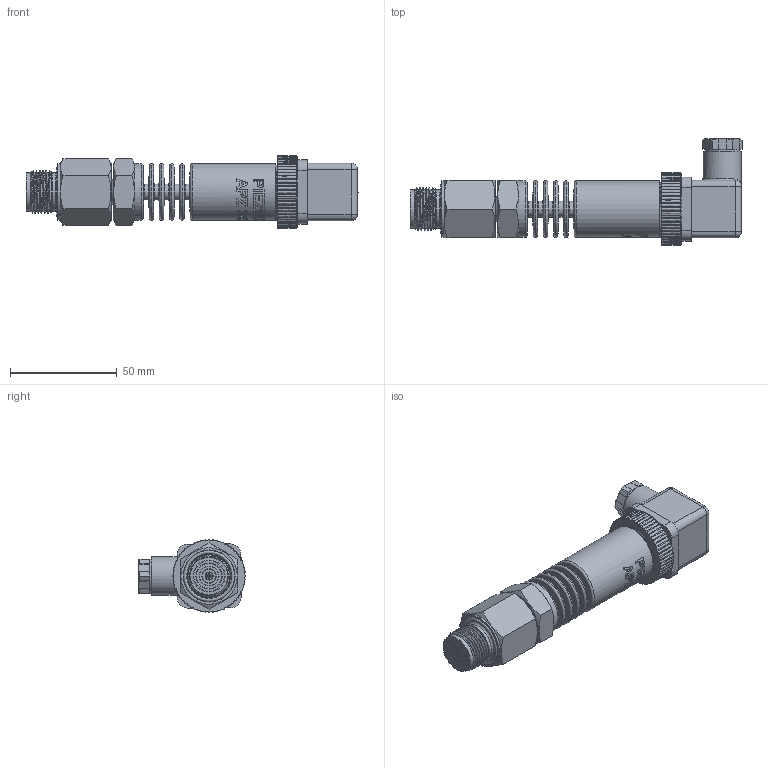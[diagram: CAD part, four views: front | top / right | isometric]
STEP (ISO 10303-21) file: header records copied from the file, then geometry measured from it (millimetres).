
FILE_DESCRIPTION(/* description */ (''),/* implementation_level */ '2;1');
FILE_NAME(/* name */ 'APZ3420m_M20x1,5DIN-flush_radiator_DIN43650A.step',/* time_stamp */ '2022-08-01T10:53:41+03:00',/* author */ (''),/* organization */ (''),/* preprocessor_version */ 'ST-DEVELOPER v19',/* originating_system */ 'Autodesk Translation Framework v11.7.0.108',/* authorisation */ '');
FILE_SCHEMA (('AUTOMOTIVE_DESIGN { 1 0 10303 214 3 1 1 }'));
Length unit declared in the file: millimetre
Products named in the file (6): АПЗ 3420м заполненная; copper gasket; nut M27x1.5; DIN 43650A female part 28 mm high v6; DIN 43650A male Hirshmann round base v3; M20x1,5DIN diaphragm 18 v8
Assembly tree (5 placements, depth 2):
  АПЗ 3420м заполненная
    copper gasket
    nut M27x1.5
    DIN 43650A female part 28 mm high v6
    DIN 43650A male Hirshmann round base v3
    M20x1,5DIN diaphragm 18 v8
Bounding box: 155.75 x 50.02 x 34 mm (x, y, z)
Volume: 86808.7 mm3; surface area: 32942.1 mm2
Topology: 6 solids, 7 shells, 1484 faces, 4134 edges, 2766 vertices
Faces by surface type: bspline 585, plane 575, cylinder 237, torus 47, cone 34, sphere 6
Full cylindrical faces by diameter (mm): 1.6 x4, 1.65 x4, 2 x2, 2.2 x1, 2.537 x16, 2.579 x1, 3.2 x1, 3.3 x1, 4 x1, 5 x3, 5.1 x1, 6 x1, 7.5 x5, 7.8 x1, 8 x1, 9.5 x2, 10 x1, 11 x1, 11.445 x5, 13.157 x9, 16 x1, 18 x3, 18.137 x5, 19.85 x4, 21 x2, 21.4 x2, 22 x1, 22.5 x1, 24 x1, 24.4 x1
Entity records: 99201 total; most frequent: CARTESIAN_POINT 64258, ORIENTED_EDGE 8262, DIRECTION 5378, EDGE_CURVE 4131, VERTEX_POINT 2766, LINE 2088, VECTOR 2088, AXIS2_PLACEMENT_3D 1645
